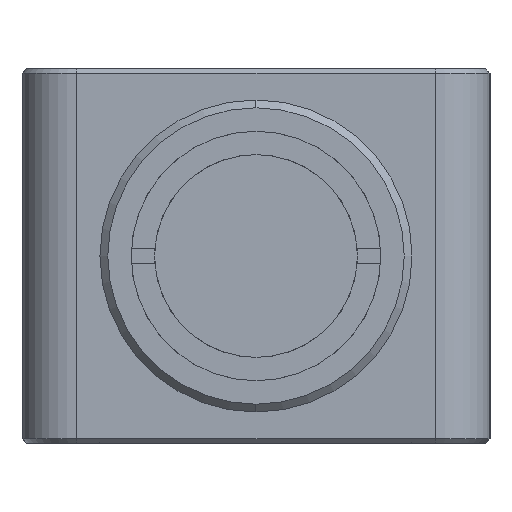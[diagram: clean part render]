
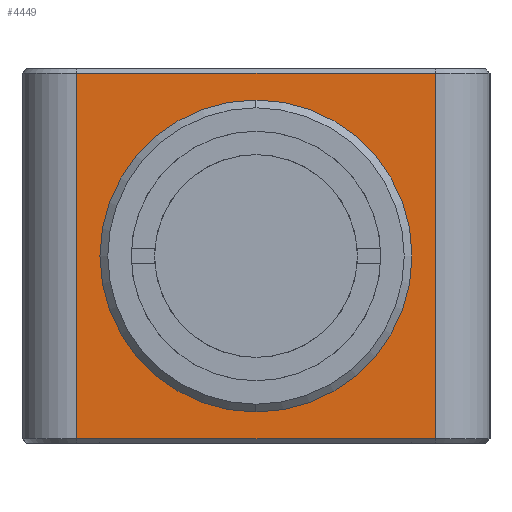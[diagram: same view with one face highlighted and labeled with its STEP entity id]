
A CAD part, left-side view. The second image highlights one B-rep face of the part: STEP entity #4449.
In plain terms, the highlighted planar face has unit normal (-1, 0, 0).
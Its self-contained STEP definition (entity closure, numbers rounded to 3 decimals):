
#505=FACE_OUTER_BOUND('',#1169,.F.);
#1061=FACE_BOUND('',#1168,.F.);
#1168=EDGE_LOOP('',(#1865,#1866));
#1169=EDGE_LOOP('',(#1867,#1868,#1869,#1870));
#1865=ORIENTED_EDGE('',*,*,#7098,.T.);
#1866=ORIENTED_EDGE('',*,*,#7097,.T.);
#1867=ORIENTED_EDGE('',*,*,#7229,.T.);
#1868=ORIENTED_EDGE('',*,*,#7198,.T.);
#1869=ORIENTED_EDGE('',*,*,#7227,.F.);
#1870=ORIENTED_EDGE('',*,*,#7180,.F.);
#4449=ADVANCED_FACE('',(#1061,#505),#5010,.T.);
#5010=PLANE('',#9943);
#5556=LINE('',#14307,#6044);
#5572=LINE('',#14325,#6060);
#5600=LINE('',#14354,#6088);
#5602=LINE('',#14356,#6090);
#6044=VECTOR('',#10782,23.);
#6060=VECTOR('',#10802,23.);
#6088=VECTOR('',#10832,23.4);
#6090=VECTOR('',#10834,23.4);
#6498=CIRCLE('',#9457,9.8);
#6499=CIRCLE('',#9458,9.8);
#7097=EDGE_CURVE('',#9123,#9122,#6498,.T.);
#7098=EDGE_CURVE('',#9122,#9123,#6499,.T.);
#7180=EDGE_CURVE('',#9040,#9039,#5556,.T.);
#7198=EDGE_CURVE('',#9019,#9018,#5572,.T.);
#7227=EDGE_CURVE('',#9039,#9018,#5600,.T.);
#7229=EDGE_CURVE('',#9040,#9019,#5602,.T.);
#9018=VERTEX_POINT('',#14118);
#9019=VERTEX_POINT('',#14119);
#9039=VERTEX_POINT('',#14139);
#9040=VERTEX_POINT('',#14140);
#9122=VERTEX_POINT('',#14222);
#9123=VERTEX_POINT('',#14223);
#9457=AXIS2_PLACEMENT_3D('',#14224,#10650,#10651);
#9458=AXIS2_PLACEMENT_3D('',#14225,#10652,#10653);
#9943=AXIS2_PLACEMENT_3D('',#17158,#12056,#12057);
#10650=DIRECTION('',(-1.,0.,0.));
#10651=DIRECTION('',(0.,0.,1.));
#10652=DIRECTION('',(-1.,0.,0.));
#10653=DIRECTION('',(0.,0.,-1.));
#10782=DIRECTION('',(0.,-1.,0.));
#10802=DIRECTION('',(0.,-1.,0.));
#10832=DIRECTION('',(0.,0.,1.));
#10834=DIRECTION('',(0.,0.,1.));
#12056=DIRECTION('',(-1.,0.,0.));
#12057=DIRECTION('',(0.,0.,1.));
#14118=CARTESIAN_POINT('',(23.925,-11.425,11.775));
#14119=CARTESIAN_POINT('',(23.925,11.575,11.775));
#14139=CARTESIAN_POINT('',(23.925,-11.425,-11.625));
#14140=CARTESIAN_POINT('',(23.925,11.575,-11.625));
#14222=CARTESIAN_POINT('',(23.925,0.075,-9.725));
#14223=CARTESIAN_POINT('',(23.925,0.075,9.875));
#14224=CARTESIAN_POINT('',(23.925,0.075,0.075));
#14225=CARTESIAN_POINT('',(23.925,0.075,0.075));
#14307=CARTESIAN_POINT('',(23.925,11.575,-11.625));
#14325=CARTESIAN_POINT('',(23.925,11.575,11.775));
#14354=CARTESIAN_POINT('',(23.925,-11.425,-11.625));
#14356=CARTESIAN_POINT('',(23.925,11.575,-11.625));
#17158=CARTESIAN_POINT('',(23.925,-14.925,-11.925));
